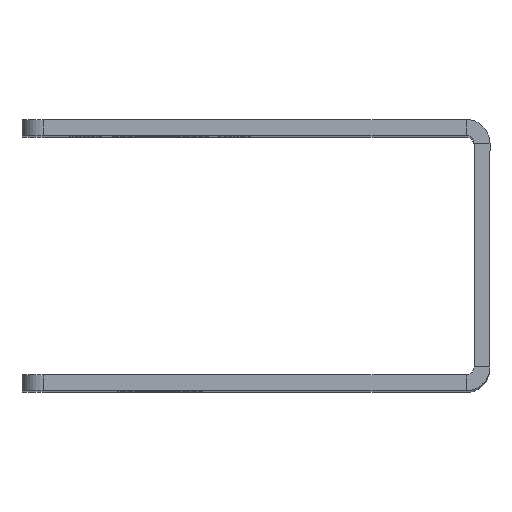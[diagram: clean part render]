
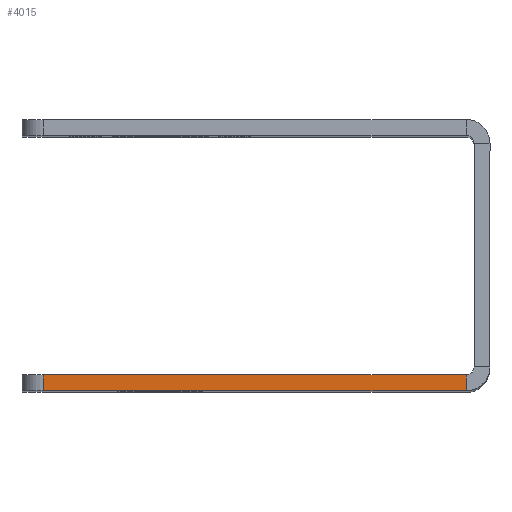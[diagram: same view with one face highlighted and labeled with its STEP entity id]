
A CAD part, top view. The second image highlights one B-rep face of the part: STEP entity #4015.
In plain terms, the highlighted planar face has unit normal (0, 0, 1).
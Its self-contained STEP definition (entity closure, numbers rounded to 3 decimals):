
#188 = DIRECTION ( 'NONE',  ( 1., 0., 0. ) ) ;
#195 = VECTOR ( 'NONE', #1416, 1000. ) ;
#246 = VERTEX_POINT ( 'NONE', #2744 ) ;
#462 = DIRECTION ( 'NONE',  ( 1., 0., 0. ) ) ;
#676 = CARTESIAN_POINT ( 'NONE',  ( -2.237, 1.5, 45. ) ) ;
#685 = EDGE_CURVE ( 'NONE', #2697, #2547, #2344, .T. ) ;
#750 = CARTESIAN_POINT ( 'NONE',  ( 0., 1.5, 45. ) ) ;
#764 = CARTESIAN_POINT ( 'NONE',  ( -2.237, 0., 45. ) ) ;
#765 = CARTESIAN_POINT ( 'NONE',  ( 0., 0., 45. ) ) ;
#786 = AXIS2_PLACEMENT_3D ( 'NONE', #2996, #4042, #2735 ) ;
#1221 = ORIENTED_EDGE ( 'NONE', *, *, #1448, .T. ) ;
#1416 = DIRECTION ( 'NONE',  ( 0., -1., 0. ) ) ;
#1448 = EDGE_CURVE ( 'NONE', #246, #3132, #2968, .T. ) ;
#1668 = VECTOR ( 'NONE', #3670, 1000. ) ;
#1758 = FACE_OUTER_BOUND ( 'NONE', #2505, .T. ) ;
#1975 = EDGE_CURVE ( 'NONE', #2697, #246, #2805, .T. ) ;
#2143 = CARTESIAN_POINT ( 'NONE',  ( -42., 1.5, 45. ) ) ;
#2163 = VECTOR ( 'NONE', #188, 1000. ) ;
#2344 = LINE ( 'NONE', #750, #2930 ) ;
#2346 = CARTESIAN_POINT ( 'NONE',  ( -42., 1.5, 45. ) ) ;
#2471 = PLANE ( 'NONE',  #786 ) ;
#2505 = EDGE_LOOP ( 'NONE', ( #2623, #2887, #1221, #2541 ) ) ;
#2541 = ORIENTED_EDGE ( 'NONE', *, *, #3943, .F. ) ;
#2547 = VERTEX_POINT ( 'NONE', #676 ) ;
#2623 = ORIENTED_EDGE ( 'NONE', *, *, #685, .F. ) ;
#2658 = CARTESIAN_POINT ( 'NONE',  ( -2.237, 1.5, 45. ) ) ;
#2697 = VERTEX_POINT ( 'NONE', #2346 ) ;
#2735 = DIRECTION ( 'NONE',  ( -1., 0., 0. ) ) ;
#2744 = CARTESIAN_POINT ( 'NONE',  ( -42., 0., 45. ) ) ;
#2805 = LINE ( 'NONE', #2143, #1668 ) ;
#2887 = ORIENTED_EDGE ( 'NONE', *, *, #1975, .T. ) ;
#2930 = VECTOR ( 'NONE', #462, 1000. ) ;
#2958 = LINE ( 'NONE', #2658, #195 ) ;
#2968 = LINE ( 'NONE', #765, #2163 ) ;
#2996 = CARTESIAN_POINT ( 'NONE',  ( 0., 1.5, 45. ) ) ;
#3132 = VERTEX_POINT ( 'NONE', #764 ) ;
#3670 = DIRECTION ( 'NONE',  ( 0., -1., 0. ) ) ;
#3943 = EDGE_CURVE ( 'NONE', #2547, #3132, #2958, .T. ) ;
#4015 = ADVANCED_FACE ( 'NONE', ( #1758 ), #2471, .F. ) ;
#4042 = DIRECTION ( 'NONE',  ( 0., 0., -1. ) ) ;
